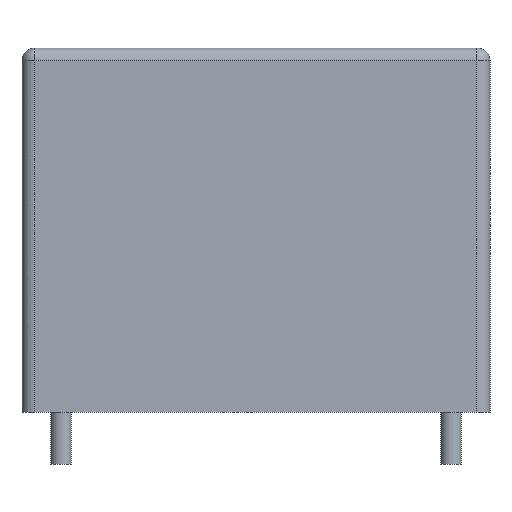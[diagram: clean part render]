
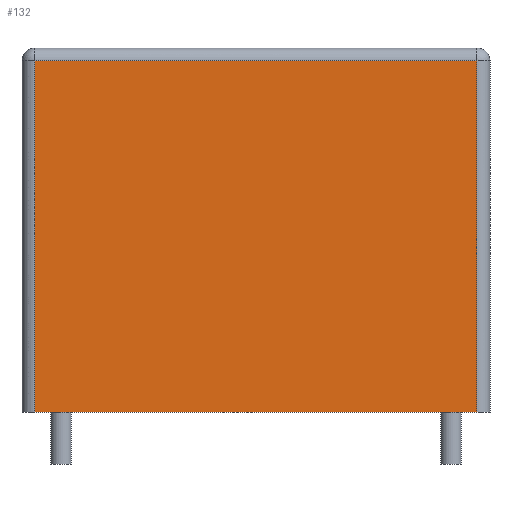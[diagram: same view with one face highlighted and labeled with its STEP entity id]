
A CAD part, front view. The second image highlights one B-rep face of the part: STEP entity #132.
In plain terms, the highlighted planar face has unit normal (0, -1, 0).
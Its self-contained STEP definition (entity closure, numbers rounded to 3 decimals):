
#45 = VERTEX_POINT ( 'NONE', #365 ) ;
#61 = ORIENTED_EDGE ( 'NONE', *, *, #62, .T. ) ;
#62 = EDGE_CURVE ( 'NONE', #113, #63, #335, .T. ) ;
#63 = VERTEX_POINT ( 'NONE', #331 ) ;
#65 = ORIENTED_EDGE ( 'NONE', *, *, #121, .T. ) ;
#66 = ORIENTED_EDGE ( 'NONE', *, *, #126, .T. ) ;
#113 = VERTEX_POINT ( 'NONE', #732 ) ;
#121 = EDGE_CURVE ( 'NONE', #45, #113, #723, .T. ) ;
#126 = EDGE_CURVE ( 'NONE', #63, #127, #635, .T. ) ;
#127 = VERTEX_POINT ( 'NONE', #631 ) ;
#128 = ORIENTED_EDGE ( 'NONE', *, *, #129, .T. ) ;
#129 = EDGE_CURVE ( 'NONE', #127, #45, #629, .T. ) ;
#132 = ADVANCED_FACE ( 'NONE', ( #604 ), #706, .F. ) ;
#133 = EDGE_LOOP ( 'NONE', ( #65, #61, #66, #128 ) ) ;
#331 = CARTESIAN_POINT ( 'NONE',  ( 8.5, -3., 13.5 ) ) ;
#332 = DIRECTION ( 'NONE',  ( 0., 0., 1. ) ) ;
#333 = VECTOR ( 'NONE', #332, 1000. ) ;
#334 = CARTESIAN_POINT ( 'NONE',  ( 8.5, -3., 14. ) ) ;
#335 = LINE ( 'NONE', #334, #333 ) ;
#365 = CARTESIAN_POINT ( 'NONE',  ( -8.5, -3., 0. ) ) ;
#604 = FACE_OUTER_BOUND ( 'NONE', #133, .T. ) ;
#626 = DIRECTION ( 'NONE',  ( 0., 0., -1. ) ) ;
#627 = VECTOR ( 'NONE', #626, 1000. ) ;
#628 = CARTESIAN_POINT ( 'NONE',  ( -8.5, -3., 14. ) ) ;
#629 = LINE ( 'NONE', #628, #627 ) ;
#631 = CARTESIAN_POINT ( 'NONE',  ( -8.5, -3., 13.5 ) ) ;
#632 = DIRECTION ( 'NONE',  ( -1., 0., 0. ) ) ;
#633 = VECTOR ( 'NONE', #632, 1000. ) ;
#634 = CARTESIAN_POINT ( 'NONE',  ( -9., -3., 13.5 ) ) ;
#635 = LINE ( 'NONE', #634, #633 ) ;
#702 = DIRECTION ( 'NONE',  ( 0., 0., 1. ) ) ;
#703 = DIRECTION ( 'NONE',  ( 0., 1., 0. ) ) ;
#704 = CARTESIAN_POINT ( 'NONE',  ( -9., -3., 14. ) ) ;
#705 = AXIS2_PLACEMENT_3D ( 'NONE', #704, #703, #702 ) ;
#706 = PLANE ( 'NONE',  #705 ) ;
#720 = DIRECTION ( 'NONE',  ( 1., 0., 0. ) ) ;
#721 = VECTOR ( 'NONE', #720, 1000. ) ;
#722 = CARTESIAN_POINT ( 'NONE',  ( -9., -3., 0. ) ) ;
#723 = LINE ( 'NONE', #722, #721 ) ;
#732 = CARTESIAN_POINT ( 'NONE',  ( 8.5, -3., 0. ) ) ;
